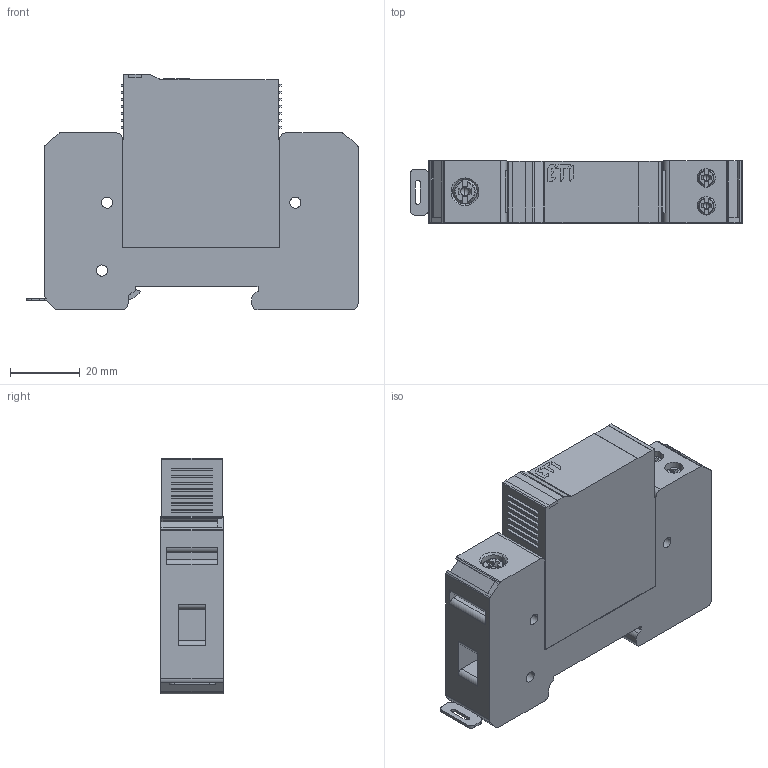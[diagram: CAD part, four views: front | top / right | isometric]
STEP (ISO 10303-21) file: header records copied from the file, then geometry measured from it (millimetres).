
FILE_DESCRIPTION((''),'2;1');
FILE_NAME('ETITEC_V_2T3_2_0_RC_ASM','2021-02-18T',('marketing.praksa'),('Audax d.o.o.'),'CREO PARAMETRIC BY PTC INC, 2017480','CREO PARAMETRIC BY PTC INC, 2017480','');
FILE_SCHEMA(('AUTOMOTIVE_DESIGN { 1 0 10303 214 1 1 1 1 }'));
Products named in the file (23): ETITEC_V2T2_2_0_1_1_2_1_1_1_2_3; ASM0091_ASM_1_ASM_1_1_ASM_1_ASM; ETITEC_V2T2_2_0_1_1_2_1_1_1_1_1; ETITEC_V2T2_2_0_1_1_2_1_1_2_1_1; ETITEC_V2T2_2_0_1_1_2_1_1_3_1_1; ETITEC_V2T2_2_0_1_1_2_1_1_ASM_2_ASM; ASM0091_ASM_1_1_ASM_1_1_ASM_1_ASM; FOR_DIN_ASM_1_1_ASM_1_ASM; PRT0021_1_1_1; 89_SCREW_1_1_1; PRT0022_1_1_1; ETITEC_V2T2_2_0_1_1_1_1_1_2_1; PRT0020_1_1_1_2_1; TMP_DWG_65_1_1_1_2_1_2_3_1__1_5; TMP_DWG_65_1_2_1_2_1_2_3_1__1_5; TMP_DWG_65_1_3_1_2_1_2_3_1__1_5; ASM0011_1_2_3_4_ASM_1_ASM_1_1_A_ASM; ASM0090_ASM_1_ASM_1_1_ASM_1_ASM; ASM0087_ASM_1_ASM_1_1_ASM_1_ASM; ASM0092_ASM_1_1_ASM_1_ASM; 2_0_BASE_ASM_1_1_ASM_1_ASM; ETITEC_V_2T3_2_0_RC_ASM_1_ASM; ETITEC_V_2T3_2_0_RC_ASM
Assembly tree (22 placements, depth 8):
  ETITEC_V_2T3_2_0_RC_ASM
    ETITEC_V_2T3_2_0_RC_ASM_1_ASM
      2_0_BASE_ASM_1_1_ASM_1_ASM
        ASM0091_ASM_1_ASM_1_1_ASM_1_ASM
          ETITEC_V2T2_2_0_1_1_2_1_1_1_2_3
        FOR_DIN_ASM_1_1_ASM_1_ASM
          ASM0091_ASM_1_1_ASM_1_1_ASM_1_ASM
            ETITEC_V2T2_2_0_1_1_2_1_1_ASM_2_ASM
              ETITEC_V2T2_2_0_1_1_2_1_1_1_1_1
              ETITEC_V2T2_2_0_1_1_2_1_1_2_1_1
              ETITEC_V2T2_2_0_1_1_2_1_1_3_1_1
        PRT0021_1_1_1
        89_SCREW_1_1_1
        PRT0022_1_1_1
        ASM0092_ASM_1_1_ASM_1_ASM
          ASM0087_ASM_1_ASM_1_1_ASM_1_ASM
            ETITEC_V2T2_2_0_1_1_1_1_1_2_1
            PRT0020_1_1_1_2_1
            ASM0090_ASM_1_ASM_1_1_ASM_1_ASM
              ASM0011_1_2_3_4_ASM_1_ASM_1_1_A_ASM
                TMP_DWG_65_1_1_1_2_1_2_3_1__1_5
                TMP_DWG_65_1_2_1_2_1_2_3_1__1_5
                TMP_DWG_65_1_3_1_2_1_2_3_1__1_5
Bounding box: 95.29 x 17.8 x 67.7 mm (x, y, z)
Volume: 84631.2 mm3; surface area: 23842.2 mm2
Topology: 12 solids, 12 shells, 451 faces, 1173 edges, 769 vertices
Faces by surface type: plane 265, cylinder 124, cone 34, bspline 12, torus 10, sphere 6
Entity records: 19835 total; most frequent: CARTESIAN_POINT 3712, DIRECTION 2419, ORIENTED_EDGE 2334, PRESENTATION_STYLE_ASSIGNMENT 1185, STYLED_ITEM 1185, CURVE_STYLE 1167, EDGE_CURVE 1167, AXIS2_PLACEMENT_3D 849
